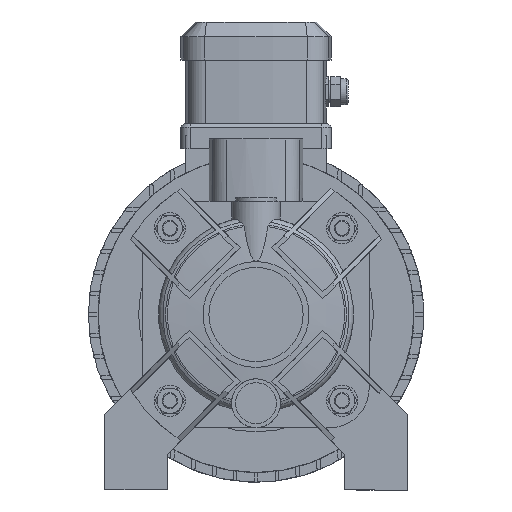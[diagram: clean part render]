
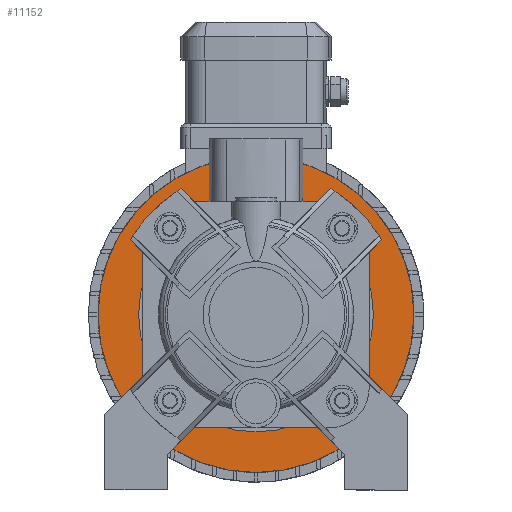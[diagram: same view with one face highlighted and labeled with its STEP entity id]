
A CAD part, left-side view. The second image highlights one B-rep face of the part: STEP entity #11152.
In plain terms, the highlighted planar face has unit normal (-1, 0, 0).
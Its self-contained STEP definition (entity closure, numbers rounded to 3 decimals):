
#2391=PLANE('',#12307);
#2569=FACE_BOUND('',#3853,.T.);
#3101=FACE_OUTER_BOUND('',#3852,.T.);
#3852=EDGE_LOOP('',(#9768));
#3853=EDGE_LOOP('',(#9769));
#4485=CIRCLE('',#12109,81.);
#4524=CIRCLE('',#12306,60.2);
#5393=VERTEX_POINT('',#19020);
#5469=VERTEX_POINT('',#19445);
#6765=EDGE_CURVE('',#5393,#5393,#4485,.T.);
#6956=EDGE_CURVE('',#5469,#5469,#4524,.T.);
#9768=ORIENTED_EDGE('',*,*,#6765,.F.);
#9769=ORIENTED_EDGE('',*,*,#6956,.T.);
#11152=ADVANCED_FACE('',(#3101,#2569),#2391,.T.);
#12109=AXIS2_PLACEMENT_3D('',#19021,#14482,#14483);
#12306=AXIS2_PLACEMENT_3D('',#19446,#15028,#15029);
#12307=AXIS2_PLACEMENT_3D('',#19447,#15030,#15031);
#14482=DIRECTION('center_axis',(1.,0.,0.));
#14483=DIRECTION('ref_axis',(0.,1.,0.));
#15028=DIRECTION('center_axis',(1.,0.,0.));
#15029=DIRECTION('ref_axis',(0.,1.,0.));
#15030=DIRECTION('center_axis',(-1.,0.,0.));
#15031=DIRECTION('ref_axis',(0.,0.,1.));
#19020=CARTESIAN_POINT('',(45.,81.,90.));
#19021=CARTESIAN_POINT('Origin',(45.,0.,90.));
#19445=CARTESIAN_POINT('',(45.,60.2,90.));
#19446=CARTESIAN_POINT('Origin',(45.,0.,90.));
#19447=CARTESIAN_POINT('Origin',(45.,70.6,90.));
